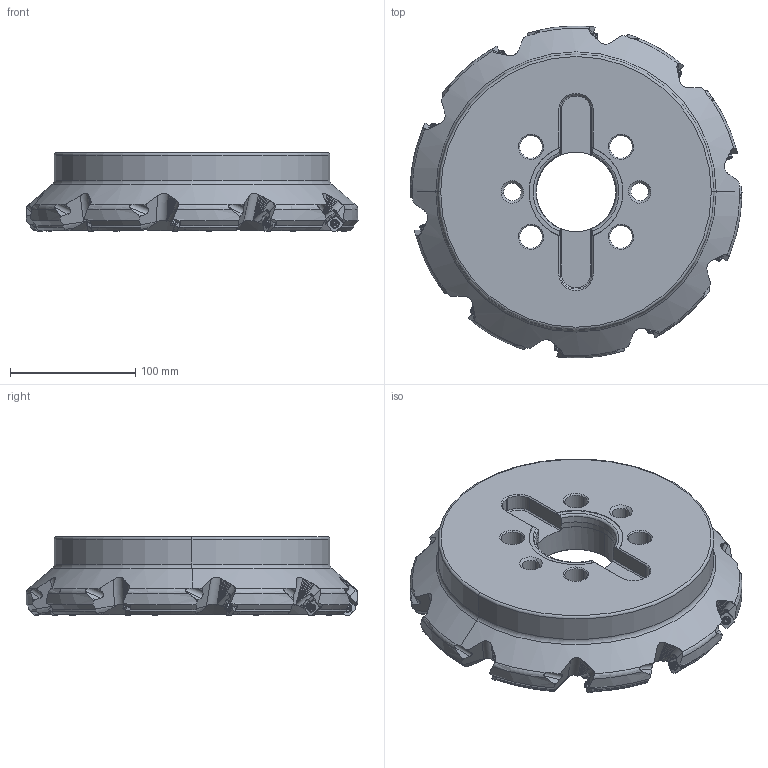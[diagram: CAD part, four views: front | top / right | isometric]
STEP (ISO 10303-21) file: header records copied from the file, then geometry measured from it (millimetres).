
FILE_DESCRIPTION(/* description */ (''),/* implementation_level */ '2;1');
FILE_NAME(/* name */ 'ASX445R1010M.stp',/* time_stamp */ '2021-09-08T11:40:55+09:00',/* author */ (''),/* organization */ (''),/* preprocessor_version */ 'ST-DEVELOPER v16',/* originating_system */ 'SIEMENS PLM Software NX 10.0',/* authorisation */ '');
FILE_SCHEMA (('AUTOMOTIVE_DESIGN { 1 0 10303 214 3 1 1 1 }'));
Length unit declared in the file: millimetre
Products named in the file (1): ASX445R1010M_ASM
Bounding box: 264.9 x 264.85 x 62.74 mm (x, y, z)
Volume: 1645669.4 mm3; surface area: 170963.5 mm2
Topology: 31 solids, 31 shells, 1645 faces, 4604 edges, 3099 vertices
Faces by surface type: cylinder 706, plane 617, cone 202, torus 70, sphere 30, bspline 20
Entity records: 60312 total; most frequent: CARTESIAN_POINT 17083, ORIENTED_EDGE 9088, DIRECTION 8814, EDGE_CURVE 4544, AXIS2_PLACEMENT_3D 3490, VERTEX_POINT 2992, LINE 1834, VECTOR 1834
